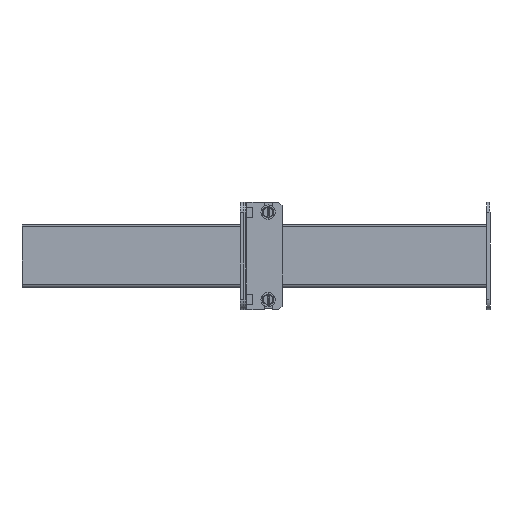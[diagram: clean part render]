
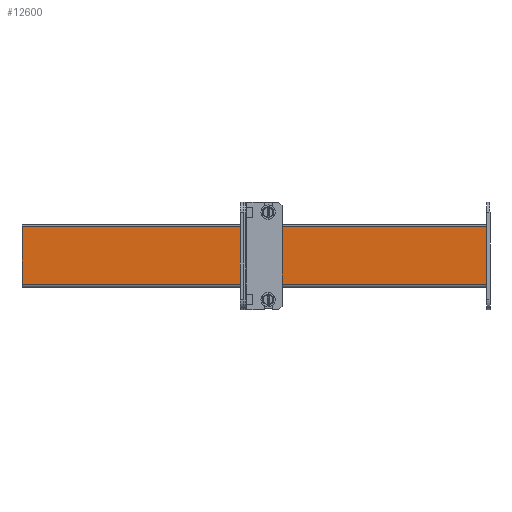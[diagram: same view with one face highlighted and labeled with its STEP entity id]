
A CAD part, left-side view. The second image highlights one B-rep face of the part: STEP entity #12600.
In plain terms, the highlighted planar face has unit normal (-1, 0, 0).
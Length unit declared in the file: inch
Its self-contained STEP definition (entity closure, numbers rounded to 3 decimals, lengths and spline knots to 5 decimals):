
#998 = VECTOR ( 'NONE', #3294, 39.37008 ) ;
#1257 = LINE ( 'NONE', #11501, #9858 ) ;
#1333 = DIRECTION ( 'NONE',  ( 0., 1., 0. ) ) ;
#1505 = VECTOR ( 'NONE', #1646, 39.37008 ) ;
#1646 = DIRECTION ( 'NONE',  ( 0., -1., 0. ) ) ;
#1743 = ORIENTED_EDGE ( 'NONE', *, *, #13120, .T. ) ;
#2213 = VERTEX_POINT ( 'NONE', #10767 ) ;
#2270 = CARTESIAN_POINT ( 'NONE',  ( 0., -8.375, 2.188 ) ) ;
#2275 = CARTESIAN_POINT ( 'NONE',  ( 0., 8.375, 2.188 ) ) ;
#2338 = VERTEX_POINT ( 'NONE', #9100 ) ;
#2476 = PLANE ( 'NONE',  #7533 ) ;
#2737 = CARTESIAN_POINT ( 'NONE',  ( 0., 8.375, 0.108 ) ) ;
#3294 = DIRECTION ( 'NONE',  ( 0., 0., 1. ) ) ;
#3713 = EDGE_CURVE ( 'NONE', #2338, #8313, #8316, .T. ) ;
#3810 = CARTESIAN_POINT ( 'NONE',  ( 0., 8.375, 0.108 ) ) ;
#4715 = VECTOR ( 'NONE', #5269, 39.37008 ) ;
#5269 = DIRECTION ( 'NONE',  ( 0., 0., -1. ) ) ;
#5421 = EDGE_CURVE ( 'NONE', #2213, #12743, #6470, .T. ) ;
#6444 = FACE_OUTER_BOUND ( 'NONE', #12505, .T. ) ;
#6470 = LINE ( 'NONE', #10550, #4715 ) ;
#6577 = DIRECTION ( 'NONE',  ( 0., 0., 1. ) ) ;
#7349 = ORIENTED_EDGE ( 'NONE', *, *, #13009, .T. ) ;
#7533 = AXIS2_PLACEMENT_3D ( 'NONE', #2275, #10530, #6577 ) ;
#7574 = ORIENTED_EDGE ( 'NONE', *, *, #5421, .T. ) ;
#8313 = VERTEX_POINT ( 'NONE', #12467 ) ;
#8316 = LINE ( 'NONE', #2270, #998 ) ;
#9100 = CARTESIAN_POINT ( 'NONE',  ( 0., -8.375, 0.108 ) ) ;
#9858 = VECTOR ( 'NONE', #1333, 39.37008 ) ;
#9956 = LINE ( 'NONE', #3810, #1505 ) ;
#10530 = DIRECTION ( 'NONE',  ( -1., 0., 0. ) ) ;
#10550 = CARTESIAN_POINT ( 'NONE',  ( 0., 8.375, 2.188 ) ) ;
#10767 = CARTESIAN_POINT ( 'NONE',  ( 0., 8.375, 2.188 ) ) ;
#10919 = ORIENTED_EDGE ( 'NONE', *, *, #3713, .T. ) ;
#11501 = CARTESIAN_POINT ( 'NONE',  ( 0., 8.375, 2.188 ) ) ;
#12467 = CARTESIAN_POINT ( 'NONE',  ( 0., -8.375, 2.188 ) ) ;
#12505 = EDGE_LOOP ( 'NONE', ( #7574, #1743, #10919, #7349 ) ) ;
#12600 = ADVANCED_FACE ( 'NONE', ( #6444 ), #2476, .T. ) ;
#12743 = VERTEX_POINT ( 'NONE', #2737 ) ;
#13009 = EDGE_CURVE ( 'NONE', #8313, #2213, #1257, .T. ) ;
#13120 = EDGE_CURVE ( 'NONE', #12743, #2338, #9956, .T. ) ;
